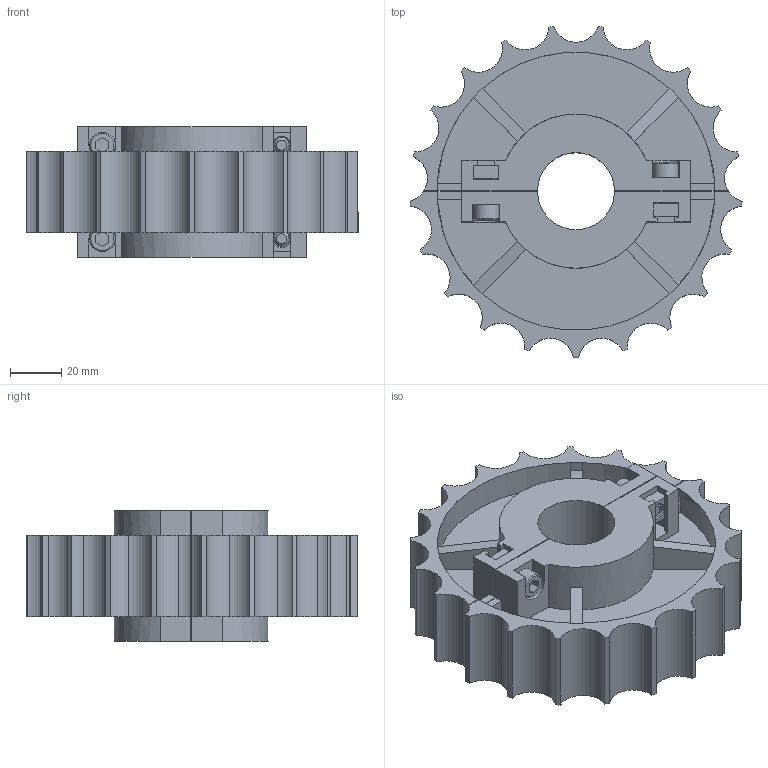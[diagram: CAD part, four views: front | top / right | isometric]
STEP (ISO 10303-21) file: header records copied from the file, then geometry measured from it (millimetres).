
FILE_DESCRIPTION (( 'STEP AP214' ), '1' );
FILE_NAME ('Rexnord-NSX881 21-30.STEP', '2023-04-18T12:05:39', ( '' ), ( '' ), 'SwSTEP 2.0', 'SolidWorks 2022', '' );
FILE_SCHEMA (( 'AUTOMOTIVE_DESIGN' ));
Length unit declared in the file: millimetre
Products named in the file (4): Rexnord-NSX881 21-30_m6X20; Rexnord-NSX881 21-30; Rexnord-NSX881 21-30_sq nut M6; Rexnord-NSX881 21-30_NS,NSX 881 SPLIT SPROCKETS AND IDLERS, INJECTION MOULDED1_NSX881 21-30
Assembly tree (9 placements, depth 2):
  Rexnord-NSX881 21-30
    Rexnord-NSX881 21-30_NS,NSX 881 SPLIT SPROCKETS AND IDLERS, INJECTION MOULDED1_NSX881 21-30
    Rexnord-NSX881 21-30_sq nut M6  x4
    Rexnord-NSX881 21-30_m6X20  x4
Bounding box: 129.27 x 128.92 x 51 mm (x, y, z)
Volume: 275437 mm3; surface area: 77594.9 mm2
Topology: 10 solids, 10 shells, 342 faces, 894 edges, 580 vertices
Faces by surface type: plane 196, cylinder 114, cone 32
Entity records: 8337 total; most frequent: CARTESIAN_POINT 1450, DIRECTION 1438, ORIENTED_EDGE 1404, EDGE_CURVE 702, AXIS2_PLACEMENT_3D 480, LINE 478, VECTOR 478, VERTEX_POINT 460
